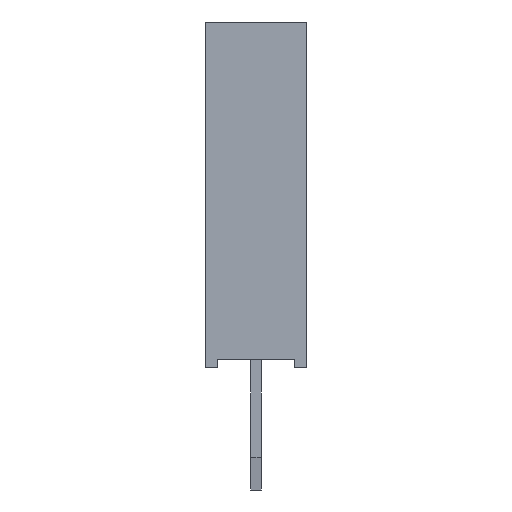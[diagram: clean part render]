
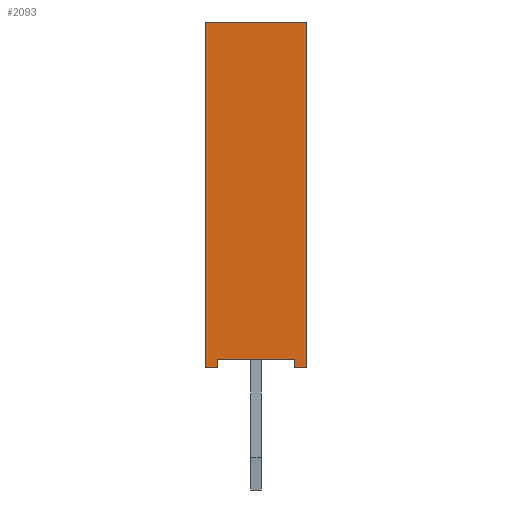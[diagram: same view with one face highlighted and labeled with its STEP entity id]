
A CAD part, left-side view. The second image highlights one B-rep face of the part: STEP entity #2093.
In plain terms, the highlighted planar face has unit normal (-1, 0, 0).
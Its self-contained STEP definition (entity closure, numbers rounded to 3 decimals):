
#171=FACE_OUTER_BOUND('',#281,.T.);
#281=EDGE_LOOP('',(#1428,#1429,#1430,#1431,#1432,#1433,#1434,#1435));
#413=LINE('',#3025,#670);
#414=LINE('',#3027,#671);
#415=LINE('',#3029,#672);
#416=LINE('',#3031,#673);
#417=LINE('',#3033,#674);
#418=LINE('',#3035,#675);
#419=LINE('',#3037,#676);
#420=LINE('',#3038,#677);
#670=VECTOR('',#2421,10.);
#671=VECTOR('',#2422,10.);
#672=VECTOR('',#2423,10.);
#673=VECTOR('',#2424,10.);
#674=VECTOR('',#2425,10.);
#675=VECTOR('',#2426,10.);
#676=VECTOR('',#2427,10.);
#677=VECTOR('',#2428,10.);
#922=VERTEX_POINT('',#3023);
#923=VERTEX_POINT('',#3024);
#924=VERTEX_POINT('',#3026);
#925=VERTEX_POINT('',#3028);
#926=VERTEX_POINT('',#3030);
#927=VERTEX_POINT('',#3032);
#928=VERTEX_POINT('',#3034);
#929=VERTEX_POINT('',#3036);
#1119=EDGE_CURVE('',#922,#923,#413,.T.);
#1120=EDGE_CURVE('',#924,#922,#414,.T.);
#1121=EDGE_CURVE('',#925,#924,#415,.T.);
#1122=EDGE_CURVE('',#926,#925,#416,.T.);
#1123=EDGE_CURVE('',#927,#926,#417,.T.);
#1124=EDGE_CURVE('',#928,#927,#418,.T.);
#1125=EDGE_CURVE('',#929,#928,#419,.T.);
#1126=EDGE_CURVE('',#923,#929,#420,.T.);
#1428=ORIENTED_EDGE('',*,*,#1119,.F.);
#1429=ORIENTED_EDGE('',*,*,#1120,.F.);
#1430=ORIENTED_EDGE('',*,*,#1121,.F.);
#1431=ORIENTED_EDGE('',*,*,#1122,.F.);
#1432=ORIENTED_EDGE('',*,*,#1123,.F.);
#1433=ORIENTED_EDGE('',*,*,#1124,.F.);
#1434=ORIENTED_EDGE('',*,*,#1125,.F.);
#1435=ORIENTED_EDGE('',*,*,#1126,.F.);
#2005=PLANE('',#2218);
#2093=ADVANCED_FACE('',(#171),#2005,.F.);
#2218=AXIS2_PLACEMENT_3D('',#3022,#2419,#2420);
#2419=DIRECTION('center_axis',(1.,0.,0.));
#2420=DIRECTION('ref_axis',(0.,0.,-1.));
#2421=DIRECTION('',(0.,0.,-1.));
#2422=DIRECTION('',(0.,-1.,0.));
#2423=DIRECTION('',(0.,0.,-1.));
#2424=DIRECTION('',(0.,1.,0.));
#2425=DIRECTION('',(0.,0.,-1.));
#2426=DIRECTION('',(0.,-1.,0.));
#2427=DIRECTION('',(0.,0.,1.));
#2428=DIRECTION('',(0.,1.,0.));
#3022=CARTESIAN_POINT('Origin',(-1.47,-5.901,-0.016));
#3023=CARTESIAN_POINT('',(-1.47,-8.5,-0.95));
#3024=CARTESIAN_POINT('',(-1.47,-8.5,-1.25));
#3025=CARTESIAN_POINT('',(-1.47,-8.5,-0.008));
#3026=CARTESIAN_POINT('',(-1.47,-8.3,-0.95));
#3027=CARTESIAN_POINT('',(-1.47,-7.2,-0.95));
#3028=CARTESIAN_POINT('',(-1.47,-8.3,0.95));
#3029=CARTESIAN_POINT('',(-1.47,-8.3,-0.483));
#3030=CARTESIAN_POINT('',(-1.47,-8.5,0.95));
#3031=CARTESIAN_POINT('',(-1.47,-7.1,0.95));
#3032=CARTESIAN_POINT('',(-1.47,-8.5,1.25));
#3033=CARTESIAN_POINT('',(-1.47,-8.5,-0.008));
#3034=CARTESIAN_POINT('',(-1.47,0.,1.25));
#3035=CARTESIAN_POINT('',(-1.47,-2.95,1.25));
#3036=CARTESIAN_POINT('',(-1.47,0.,-1.25));
#3037=CARTESIAN_POINT('',(-1.47,0.,-0.008));
#3038=CARTESIAN_POINT('',(-1.47,-2.95,-1.25));
